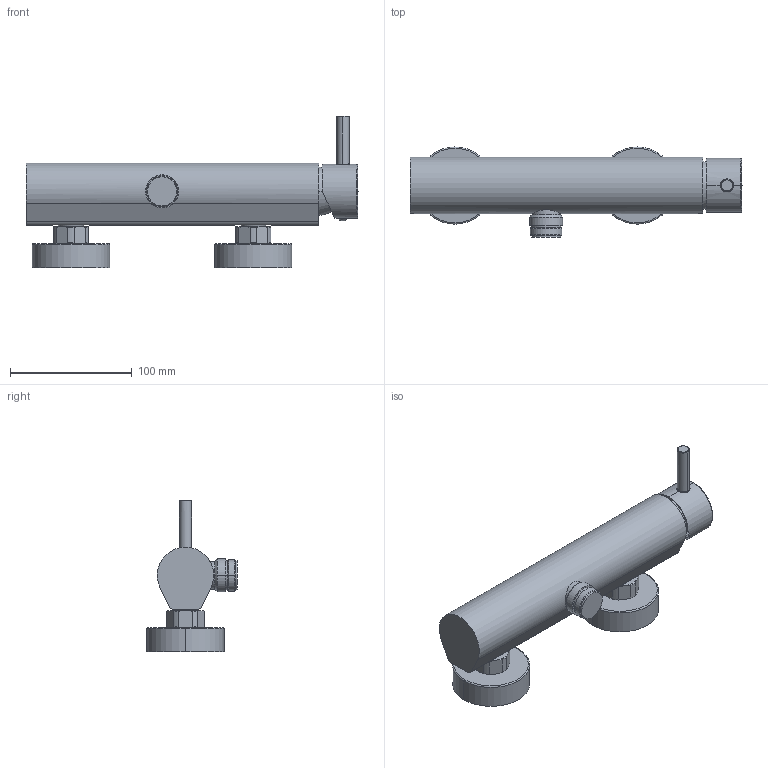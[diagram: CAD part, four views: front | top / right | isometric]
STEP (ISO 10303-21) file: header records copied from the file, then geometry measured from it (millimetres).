
FILE_DESCRIPTION((''),'2;1');
FILE_NAME('SK168RCR','2021-01-18T08:24:31',('ut3'),('PAFFONI SpA'),'CREO PARAMETRIC BY PTC INC, 2020044','CREO PARAMETRIC BY PTC INC, 2020044','');
FILE_SCHEMA(('CONFIG_CONTROL_DESIGN','SHAPE_APPEARANCE_LAYERS_GROUPS'));
Length unit declared in the file: millimetre
Products named in the file (1): SK168RCR
Bounding box: 273.19 x 74.2 x 124.95 mm (x, y, z)
Volume: 645865.9 mm3; surface area: 78577.1 mm2
Topology: 1 solids, 1 shells, 250 faces, 586 edges, 342 vertices
Faces by surface type: cylinder 77, plane 58, cone 47, torus 26, bspline 24, sphere 18
Entity records: 12141 total; most frequent: CARTESIAN_POINT 4846, ORIENTED_EDGE 1164, DIRECTION 1141, EDGE_CURVE 582, AXIS2_PLACEMENT_3D 487, VERTEX_POINT 342, EDGE_LOOP 266, CIRCLE 261
